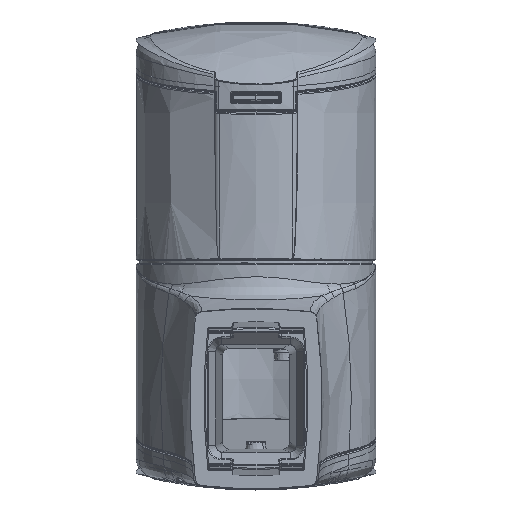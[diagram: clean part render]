
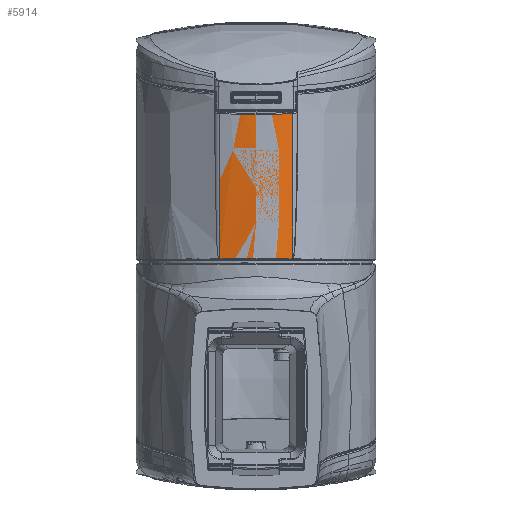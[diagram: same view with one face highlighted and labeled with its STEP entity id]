
A CAD part, top view. The second image highlights one B-rep face of the part: STEP entity #5914.
In plain terms, the highlighted face is a extrusion surface.
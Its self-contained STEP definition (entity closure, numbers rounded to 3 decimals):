
#859=CARTESIAN_POINT('',(0.002,60.868,50.));
#860=CARTESIAN_POINT('',(-0.271,60.863,50.));
#861=CARTESIAN_POINT('',(-3.041,60.819,49.977));
#862=CARTESIAN_POINT('',(-8.25,60.853,49.498));
#863=CARTESIAN_POINT('',(-13.034,61.076,48.335));
#864=CARTESIAN_POINT('',(-15.352,61.234,47.585));
#866=CARTESIAN_POINT('',(15.352,61.234,47.585));
#867=CARTESIAN_POINT('',(13.051,61.077,48.33));
#868=CARTESIAN_POINT('',(8.32,60.856,49.483));
#869=CARTESIAN_POINT('',(3.104,60.819,49.972));
#870=CARTESIAN_POINT('',(0.337,60.862,50.));
#871=CARTESIAN_POINT('',(0.002,60.868,50.));
#873=DIRECTION('',(0.,-1.,0.));
#874=VECTOR('',#873,60.734);
#875=CARTESIAN_POINT('',(15.352,61.234,47.585));
#876=LINE('',#875,#874);
#877=CARTESIAN_POINT('',(15.352,0.5,47.585));
#878=CARTESIAN_POINT('',(13.442,0.5,48.201));
#879=CARTESIAN_POINT('',(8.393,0.5,49.501));
#880=CARTESIAN_POINT('',(0.,0.5,
50.307));
#881=CARTESIAN_POINT('',(-8.393,0.5,49.501));
#882=CARTESIAN_POINT('',(-13.442,0.5,48.201));
#883=CARTESIAN_POINT('',(-15.352,0.5,47.585));
#885=DIRECTION('',(0.,1.,0.));
#886=VECTOR('',#885,60.734);
#887=CARTESIAN_POINT('',(-15.352,0.5,47.585));
#888=LINE('',#887,#886);
#4529=VERTEX_POINT('',#859);
#4530=VERTEX_POINT('',#864);
#4552=VERTEX_POINT('',#866);
#4559=CARTESIAN_POINT('',(15.352,0.5,47.585));
#4560=VERTEX_POINT('',#4559);
#4561=CARTESIAN_POINT('',(-15.352,0.5,
47.585));
#4562=VERTEX_POINT('',#4561);
#5887=CARTESIAN_POINT('',(15.648,99.,47.488));
#5888=CARTESIAN_POINT('',(13.644,99.,48.149));
#5889=CARTESIAN_POINT('',(8.496,99.,49.491));
#5890=CARTESIAN_POINT('',(0.,99.,50.307));
#5891=CARTESIAN_POINT('',(-8.496,99.,49.491));
#5892=CARTESIAN_POINT('',(-13.644,99.,48.148));
#5893=CARTESIAN_POINT('',(-15.648,99.,47.488));
#5899=DIRECTION('',(0.,1.,0.));
#5900=VECTOR('',#5899,1.);
#5901=SURFACE_OF_LINEAR_EXTRUSION('',#5894,#5900);
#5903=ORIENTED_EDGE('',*,*,#5902,.F.);
#5905=ORIENTED_EDGE('',*,*,#5904,.F.);
#5907=ORIENTED_EDGE('',*,*,#5906,.T.);
#5909=ORIENTED_EDGE('',*,*,#5908,.T.);
#5911=ORIENTED_EDGE('',*,*,#5910,.T.);
#5912=EDGE_LOOP('',(#5903,#5905,#5907,#5909,#5911));
#5913=FACE_OUTER_BOUND('',#5912,.F.);
#865=B_SPLINE_CURVE_WITH_KNOTS('',3,(#859,#860,#861,#862,#863,#864),
.UNSPECIFIED.,.F.,.F.,(4,1,1,4),(0.,0.052,0.526,1.),
.UNSPECIFIED.);
#872=B_SPLINE_CURVE_WITH_KNOTS('',3,(#866,#867,#868,#869,#870,#871),
.UNSPECIFIED.,.F.,.F.,(4,1,1,4),(0.,0.468,0.936,1.),
.UNSPECIFIED.);
#884=B_SPLINE_CURVE_WITH_KNOTS('',3,(#877,#878,#879,#880,#881,#882,#883),
.UNSPECIFIED.,.F.,.F.,(4,1,1,1,4),(0.,0.193,0.5,
0.807,1.),.UNSPECIFIED.);
#5894=B_SPLINE_CURVE_WITH_KNOTS('',3,(#5887,#5888,#5889,#5890,#5891,#5892,
#5893),.UNSPECIFIED.,.F.,.F.,(4,1,1,1,4),(0.,0.199,
0.5,0.801,1.),.UNSPECIFIED.);
#5902=EDGE_CURVE('',#4529,#4530,#865,.T.);
#5904=EDGE_CURVE('',#4552,#4529,#872,.T.);
#5906=EDGE_CURVE('',#4552,#4560,#876,.T.);
#5908=EDGE_CURVE('',#4560,#4562,#884,.T.);
#5910=EDGE_CURVE('',#4562,#4530,#888,.T.);
#5914=ADVANCED_FACE('',(#5913),#5901,.F.);
